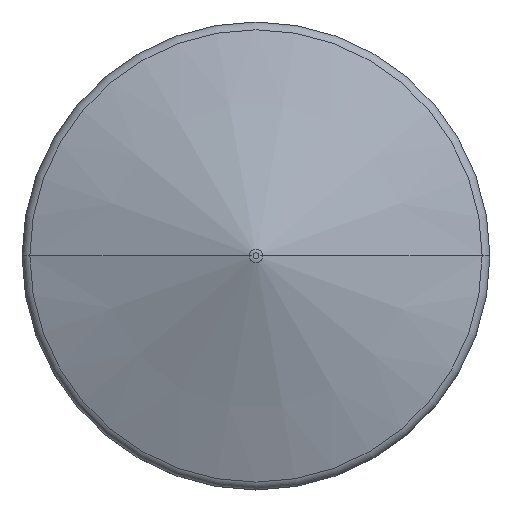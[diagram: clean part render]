
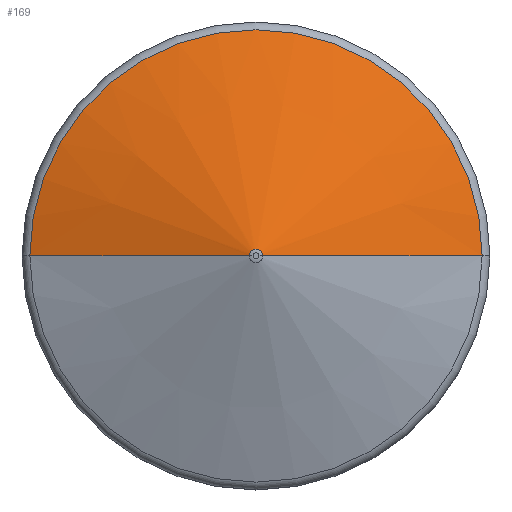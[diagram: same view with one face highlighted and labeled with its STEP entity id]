
A CAD part, top view. The second image highlights one B-rep face of the part: STEP entity #169.
In plain terms, the highlighted conical face has half-angle 71 degrees and reference radius 0.461 mm.
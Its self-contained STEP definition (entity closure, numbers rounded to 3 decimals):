
#112 = EDGE_CURVE ( 'NONE', #114, #173, #511, .T. ) ;
#114 = VERTEX_POINT ( 'NONE', #666 ) ;
#141 = ORIENTED_EDGE ( 'NONE', *, *, #146, .T. ) ;
#144 = ORIENTED_EDGE ( 'NONE', *, *, #145, .F. ) ;
#145 = EDGE_CURVE ( 'NONE', #173, #151, #611, .T. ) ;
#146 = EDGE_CURVE ( 'NONE', #114, #150, #544, .T. ) ;
#147 = ORIENTED_EDGE ( 'NONE', *, *, #149, .T. ) ;
#149 = EDGE_CURVE ( 'NONE', #150, #151, #534, .T. ) ;
#150 = VERTEX_POINT ( 'NONE', #538 ) ;
#151 = VERTEX_POINT ( 'NONE', #629 ) ;
#169 = ADVANCED_FACE ( 'NONE', ( #517 ), #813, .T. ) ;
#171 = EDGE_LOOP ( 'NONE', ( #175, #141, #147, #144 ) ) ;
#173 = VERTEX_POINT ( 'NONE', #814 ) ;
#175 = ORIENTED_EDGE ( 'NONE', *, *, #112, .F. ) ;
#509 = DIRECTION ( 'NONE',  ( 1., 0., 0. ) ) ;
#510 = DIRECTION ( 'NONE',  ( 0., 0., 1. ) ) ;
#511 = CIRCLE ( 'NONE', #676, 0.46 ) ;
#513 = CARTESIAN_POINT ( 'NONE',  ( 0., 0., 119.956 ) ) ;
#517 = FACE_OUTER_BOUND ( 'NONE', #171, .T. ) ;
#531 = DIRECTION ( 'NONE',  ( 1., 0., 0. ) ) ;
#532 = DIRECTION ( 'NONE',  ( 0., 0., 1. ) ) ;
#534 = CIRCLE ( 'NONE', #545, 15.66 ) ;
#538 = CARTESIAN_POINT ( 'NONE',  ( 15.66, 0., 114.723 ) ) ;
#539 = CARTESIAN_POINT ( 'NONE',  ( 0., 0., 114.723 ) ) ;
#541 = DIRECTION ( 'NONE',  ( 0.946, 0., -0.326 ) ) ;
#542 = VECTOR ( 'NONE', #541, 1000. ) ;
#543 = CARTESIAN_POINT ( 'NONE',  ( 0.46, 0., 119.956 ) ) ;
#544 = LINE ( 'NONE', #543, #542 ) ;
#545 = AXIS2_PLACEMENT_3D ( 'NONE', #539, #532, #531 ) ;
#608 = DIRECTION ( 'NONE',  ( -0.946, 0., -0.326 ) ) ;
#609 = VECTOR ( 'NONE', #608, 1000. ) ;
#610 = CARTESIAN_POINT ( 'NONE',  ( -0.46, 0., 119.956 ) ) ;
#611 = LINE ( 'NONE', #610, #609 ) ;
#629 = CARTESIAN_POINT ( 'NONE',  ( -15.66, 0., 114.723 ) ) ;
#666 = CARTESIAN_POINT ( 'NONE',  ( 0.46, 0., 119.956 ) ) ;
#676 = AXIS2_PLACEMENT_3D ( 'NONE', #513, #510, #509 ) ;
#748 = DIRECTION ( 'NONE',  ( -1., 0., 0. ) ) ;
#749 = DIRECTION ( 'NONE',  ( 0., 0., -1. ) ) ;
#796 = CARTESIAN_POINT ( 'NONE',  ( 0., 0., 119.956 ) ) ;
#797 = AXIS2_PLACEMENT_3D ( 'NONE', #796, #749, #748 ) ;
#813 = CONICAL_SURFACE ( 'NONE', #797, 0.46, 1.239 ) ;
#814 = CARTESIAN_POINT ( 'NONE',  ( -0.46, 0., 119.956 ) ) ;
